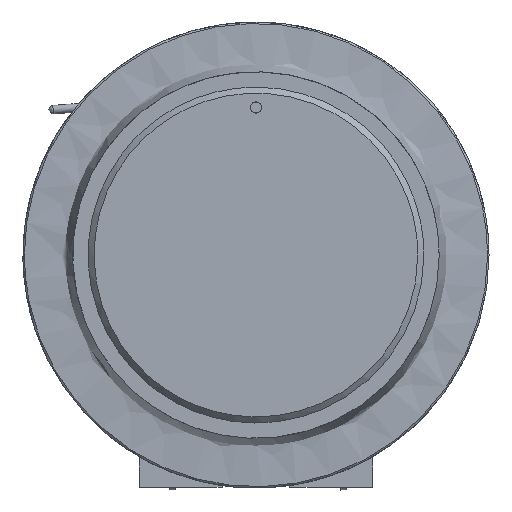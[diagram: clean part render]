
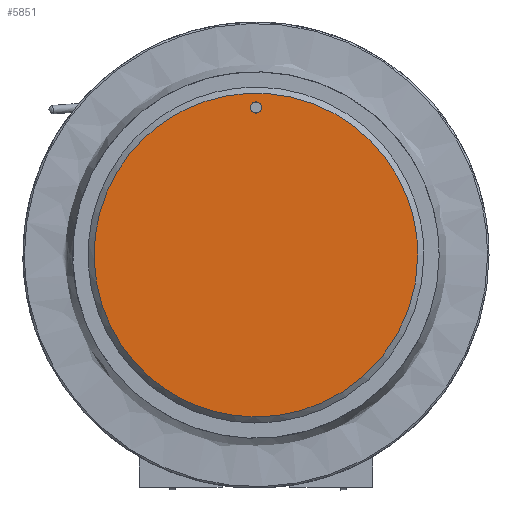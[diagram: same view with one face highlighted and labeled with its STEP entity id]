
A CAD part, left-side view. The second image highlights one B-rep face of the part: STEP entity #5851.
In plain terms, the highlighted free-form (B-spline) face has degree [1, 1] with [2, 2] control points.
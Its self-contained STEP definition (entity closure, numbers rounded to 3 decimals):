
#149 = VERTEX_POINT('',#150);
#150 = CARTESIAN_POINT('',(105.265,0.,
    250.991));
#155 = EDGE_CURVE('',#149,#149,#156,.T.);
#156 = ( BOUNDED_CURVE() B_SPLINE_CURVE(2,(#157,#158,#159,#160,#161,#162
,#163),.UNSPECIFIED.,.T.,.F.) B_SPLINE_CURVE_WITH_KNOTS((3,2,2,3),(
    3.142,5.236,7.33,9.425),
.PIECEWISE_BEZIER_KNOTS.) CURVE() GEOMETRIC_REPRESENTATION_ITEM() 
RATIONAL_B_SPLINE_CURVE((1.,0.5,1.,0.5,1.,0.5,1.)) REPRESENTATION_ITEM(
  '') );
#157 = CARTESIAN_POINT('',(105.265,0.,
    250.991));
#158 = CARTESIAN_POINT('',(105.265,-15.867,
    250.991));
#159 = CARTESIAN_POINT('',(105.265,-7.933,
    237.25));
#160 = CARTESIAN_POINT('',(105.265,0.,
    223.509));
#161 = CARTESIAN_POINT('',(105.265,7.933,
    237.25));
#162 = CARTESIAN_POINT('',(105.265,15.867,
    250.991));
#163 = CARTESIAN_POINT('',(105.265,0.,
    250.991));
#5851 = ADVANCED_FACE('',(#5852,#5866),#5869,.T.);
#5852 = FACE_BOUND('',#5853,.T.);
#5853 = EDGE_LOOP('',(#5854));
#5854 = ORIENTED_EDGE('',*,*,#5855,.F.);
#5855 = EDGE_CURVE('',#5856,#5856,#5858,.T.);
#5856 = VERTEX_POINT('',#5857);
#5857 = CARTESIAN_POINT('',(105.265,-265.198,
    0.));
#5858 = ( BOUNDED_CURVE() B_SPLINE_CURVE(2,(#5859,#5860,#5861,#5862,
#5863,#5864,#5865),.UNSPECIFIED.,.T.,.F.) B_SPLINE_CURVE_WITH_KNOTS((3,2
    ,2,3),(4.712,6.807,8.901,10.996)
,.PIECEWISE_BEZIER_KNOTS.) CURVE() GEOMETRIC_REPRESENTATION_ITEM() 
RATIONAL_B_SPLINE_CURVE((1.,0.5,1.,0.5,1.,0.5,1.)) REPRESENTATION_ITEM(
  '') );
#5859 = CARTESIAN_POINT('',(105.265,-265.198,
    0.));
#5860 = CARTESIAN_POINT('',(105.265,-265.198,
    -459.336));
#5861 = CARTESIAN_POINT('',(105.265,132.599,
    -229.668));
#5862 = CARTESIAN_POINT('',(105.265,530.396,
    0.));
#5863 = CARTESIAN_POINT('',(105.265,132.599,
    229.668));
#5864 = CARTESIAN_POINT('',(105.265,-265.198,
    459.336));
#5865 = CARTESIAN_POINT('',(105.265,-265.198,
    0.));
#5866 = FACE_BOUND('',#5867,.T.);
#5867 = EDGE_LOOP('',(#5868));
#5868 = ORIENTED_EDGE('',*,*,#155,.T.);
#5869 = B_SPLINE_SURFACE_WITH_KNOTS('',1,1,(
    (#5870,#5871)
    ,(#5872,#5873
    )),.UNSPECIFIED.,.F.,.F.,.F.,(2,2),(2,2),(-318.022,
    318.022),(-636.044,0.),.PIECEWISE_BEZIER_KNOTS.);
#5870 = CARTESIAN_POINT('',(105.265,-265.198,
    -265.198));
#5871 = CARTESIAN_POINT('',(105.265,265.198,
    -265.198));
#5872 = CARTESIAN_POINT('',(105.265,-265.198,
    265.198));
#5873 = CARTESIAN_POINT('',(105.265,265.198,
    265.198));
